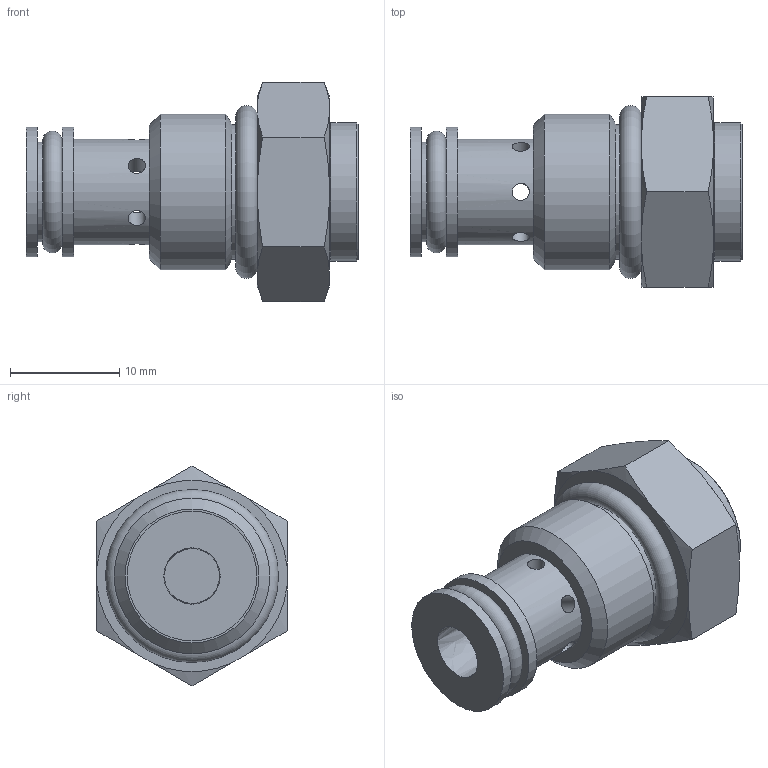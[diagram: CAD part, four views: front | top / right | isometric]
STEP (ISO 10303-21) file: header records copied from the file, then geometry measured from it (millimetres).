
FILE_DESCRIPTION((''),'2;1');
FILE_NAME('8206.stp','2015-02-17T14:12:48',('jml'),(''),'Autodesk Inventor 2010','Autodesk Inventor 2010','');
FILE_SCHEMA(('AUTOMOTIVE_DESIGN { 1 0 10303 214 1 1 1 1 }'));
Length unit declared in the file: inch
Products named in the file (5): 8106 (LevelofDetail1); 221596; 990198; 906 O-RING; 011 O-RING
Assembly tree (4 placements, depth 2):
  8106 (LevelofDetail1)
    221596
    990198
    906 O-RING
    011 O-RING
Bounding box: 30.43 x 17.45 x 20.15 mm (x, y, z)
Volume: 4093.5 mm3; surface area: 3663.9 mm2
Topology: 5 solids, 5 shells, 165 faces, 409 edges, 269 vertices
Faces by surface type: plane 105, cylinder 30, cone 21, bspline 5, torus 4
Full cylindrical faces by diameter (mm): 0.835 x1, 1.575 x6, 8.001 x1, 9.093 x1, 9.525 x1, 9.652 x1, 11.887 x2, 12.294 x1, 12.7 x1, 14.275 x1
Entity records: 5362 total; most frequent: CARTESIAN_POINT 1351, DIRECTION 751, ORIENTED_EDGE 748, EDGE_CURVE 374, VERTEX_POINT 264, AXIS2_PLACEMENT_3D 256, VECTOR 239, LINE 239
